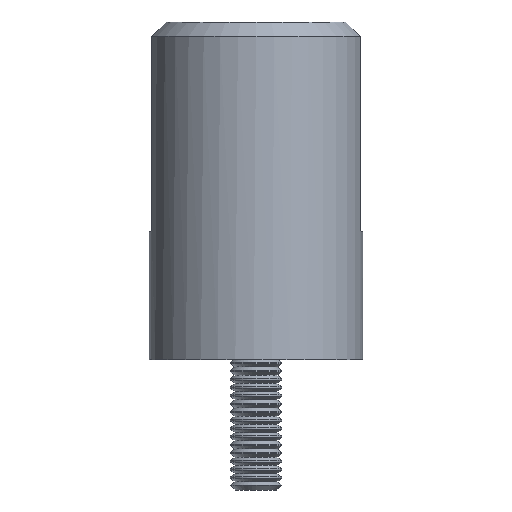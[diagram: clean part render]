
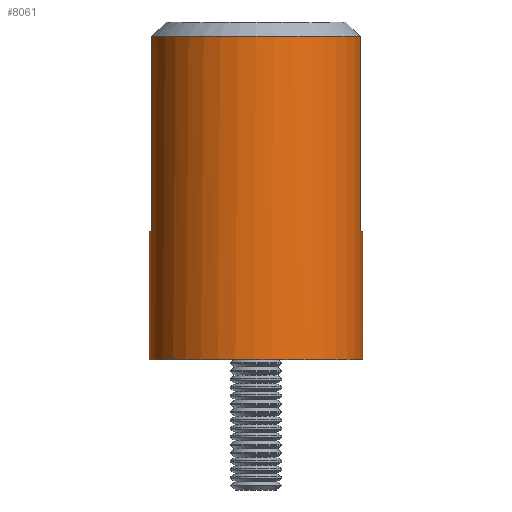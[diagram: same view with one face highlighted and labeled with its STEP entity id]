
A CAD part, front view. The second image highlights one B-rep face of the part: STEP entity #8061.
In plain terms, the highlighted cylindrical face has radius 12.5 mm (diameter 25 mm), a full revolution.
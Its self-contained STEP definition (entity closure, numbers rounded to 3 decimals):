
#28 = B_SPLINE_CURVE_WITH_KNOTS ( 'NONE', 3,
 ( #8340, #3088, #13584, #8876, #1559, #3441 ),
 .UNSPECIFIED., .F., .F.,
 ( 4, 2, 4 ),
 ( 0., 0., 0.001 ),
 .UNSPECIFIED. ) ;
#131 = ORIENTED_EDGE ( 'NONE', *, *, #2390, .F. ) ;
#937 = DIRECTION ( 'NONE',  ( 1., 0., 0. ) ) ;
#1390 = CARTESIAN_POINT ( 'NONE',  ( -12.247, -2.5, 39.6 ) ) ;
#1559 = CARTESIAN_POINT ( 'NONE',  ( 12.247, -2.5, 15.367 ) ) ;
#2390 = EDGE_CURVE ( 'NONE', #4898, #19358, #5936, .T. ) ;
#2399 = DIRECTION ( 'NONE',  ( 0., 0., -1. ) ) ;
#2549 = VERTEX_POINT ( 'NONE', #14271 ) ;
#2611 = EDGE_CURVE ( 'NONE', #9366, #9366, #20136, .T. ) ;
#2621 = CARTESIAN_POINT ( 'NONE',  ( 0., 0., 0. ) ) ;
#3088 = CARTESIAN_POINT ( 'NONE',  ( 12.318, -2.131, 15. ) ) ;
#3441 = CARTESIAN_POINT ( 'NONE',  ( 12.247, -2.5, 15.5 ) ) ;
#3550 = EDGE_CURVE ( 'NONE', #10765, #2549, #21722, .T. ) ;
#4868 = ORIENTED_EDGE ( 'NONE', *, *, #2611, .T. ) ;
#4898 = VERTEX_POINT ( 'NONE', #17103 ) ;
#4986 = CARTESIAN_POINT ( 'NONE',  ( -12.339, -2., 15. ) ) ;
#5043 = CARTESIAN_POINT ( 'NONE',  ( -12.247, -2.5, 37.9 ) ) ;
#5065 = CARTESIAN_POINT ( 'NONE',  ( -12.294, -2.26, 15.054 ) ) ;
#5143 = CARTESIAN_POINT ( 'NONE',  ( -12.247, -2.5, 15.367 ) ) ;
#5190 = VECTOR ( 'NONE', #17909, 1000. ) ;
#5235 = B_SPLINE_CURVE_WITH_KNOTS ( 'NONE', 3,
 ( #8426, #5143, #10226, #5065, #13748, #4986 ),
 .UNSPECIFIED., .F., .F.,
 ( 4, 2, 4 ),
 ( 0., 0., 0.001 ),
 .UNSPECIFIED. ) ;
#5509 = CARTESIAN_POINT ( 'NONE',  ( 0., 0., 37.9 ) ) ;
#5936 = CIRCLE ( 'NONE', #8959, 12.5 ) ;
#5986 = ORIENTED_EDGE ( 'NONE', *, *, #17291, .T. ) ;
#6199 = CARTESIAN_POINT ( 'NONE',  ( 12.247, -2.5, 37.9 ) ) ;
#6569 = DIRECTION ( 'NONE',  ( 0., 0., -1. ) ) ;
#6601 = FACE_OUTER_BOUND ( 'NONE', #13195, .T. ) ;
#6815 = ORIENTED_EDGE ( 'NONE', *, *, #18773, .T. ) ;
#7024 = ORIENTED_EDGE ( 'NONE', *, *, #11481, .F. ) ;
#7807 = AXIS2_PLACEMENT_3D ( 'NONE', #5509, #2399, #14407 ) ;
#7895 = EDGE_CURVE ( 'NONE', #4898, #19717, #28, .T. ) ;
#8061 = ADVANCED_FACE ( 'NONE', ( #8221, #6601 ), #19742, .T. ) ;
#8221 = FACE_OUTER_BOUND ( 'NONE', #22115, .T. ) ;
#8340 = CARTESIAN_POINT ( 'NONE',  ( 12.339, -2., 15. ) ) ;
#8354 = DIRECTION ( 'NONE',  ( 0., 0., 1. ) ) ;
#8426 = CARTESIAN_POINT ( 'NONE',  ( -12.247, -2.5, 15.5 ) ) ;
#8876 = CARTESIAN_POINT ( 'NONE',  ( 12.259, -2.445, 15.237 ) ) ;
#8959 = AXIS2_PLACEMENT_3D ( 'NONE', #12020, #8354, #13521 ) ;
#9203 = CARTESIAN_POINT ( 'NONE',  ( 0., 0., 15. ) ) ;
#9366 = VERTEX_POINT ( 'NONE', #16140 ) ;
#9814 = ORIENTED_EDGE ( 'NONE', *, *, #7895, .T. ) ;
#10226 = CARTESIAN_POINT ( 'NONE',  ( -12.259, -2.445, 15.237 ) ) ;
#10765 = VERTEX_POINT ( 'NONE', #5043 ) ;
#11481 = EDGE_CURVE ( 'NONE', #19556, #19717, #13221, .T. ) ;
#12020 = CARTESIAN_POINT ( 'NONE',  ( 0., 0., 15. ) ) ;
#12740 = CARTESIAN_POINT ( 'NONE',  ( -12.339, -2., 15. ) ) ;
#13195 = EDGE_LOOP ( 'NONE', ( #4868 ) ) ;
#13221 = LINE ( 'NONE', #17986, #5190 ) ;
#13521 = DIRECTION ( 'NONE',  ( 0., -1., 0. ) ) ;
#13578 = AXIS2_PLACEMENT_3D ( 'NONE', #9203, #19505, #14219 ) ;
#13584 = CARTESIAN_POINT ( 'NONE',  ( 12.294, -2.26, 15.053 ) ) ;
#13748 = CARTESIAN_POINT ( 'NONE',  ( -12.318, -2.131, 15. ) ) ;
#13818 = CIRCLE ( 'NONE', #7807, 12.5 ) ;
#14219 = DIRECTION ( 'NONE',  ( 0., -1., 0. ) ) ;
#14271 = CARTESIAN_POINT ( 'NONE',  ( -12.247, -2.5, 15.5 ) ) ;
#14394 = AXIS2_PLACEMENT_3D ( 'NONE', #2621, #18134, #937 ) ;
#14407 = DIRECTION ( 'NONE',  ( 0., 1., 0. ) ) ;
#16140 = CARTESIAN_POINT ( 'NONE',  ( 12.5, 0., 0. ) ) ;
#17103 = CARTESIAN_POINT ( 'NONE',  ( 12.339, -2., 15. ) ) ;
#17291 = EDGE_CURVE ( 'NONE', #19556, #10765, #13818, .T. ) ;
#17909 = DIRECTION ( 'NONE',  ( 0., 0., -1. ) ) ;
#17986 = CARTESIAN_POINT ( 'NONE',  ( 12.247, -2.5, 39.6 ) ) ;
#18134 = DIRECTION ( 'NONE',  ( 0., 0., 1. ) ) ;
#18480 = VECTOR ( 'NONE', #6569, 1000. ) ;
#18773 = EDGE_CURVE ( 'NONE', #2549, #19358, #5235, .T. ) ;
#19358 = VERTEX_POINT ( 'NONE', #12740 ) ;
#19505 = DIRECTION ( 'NONE',  ( 0., 0., 1. ) ) ;
#19556 = VERTEX_POINT ( 'NONE', #6199 ) ;
#19717 = VERTEX_POINT ( 'NONE', #20809 ) ;
#19742 = CYLINDRICAL_SURFACE ( 'NONE', #13578, 12.5 ) ;
#19752 = ORIENTED_EDGE ( 'NONE', *, *, #3550, .T. ) ;
#20136 = CIRCLE ( 'NONE', #14394, 12.5 ) ;
#20809 = CARTESIAN_POINT ( 'NONE',  ( 12.247, -2.5, 15.5 ) ) ;
#21722 = LINE ( 'NONE', #1390, #18480 ) ;
#22115 = EDGE_LOOP ( 'NONE', ( #7024, #5986, #19752, #6815, #131, #9814 ) ) ;
